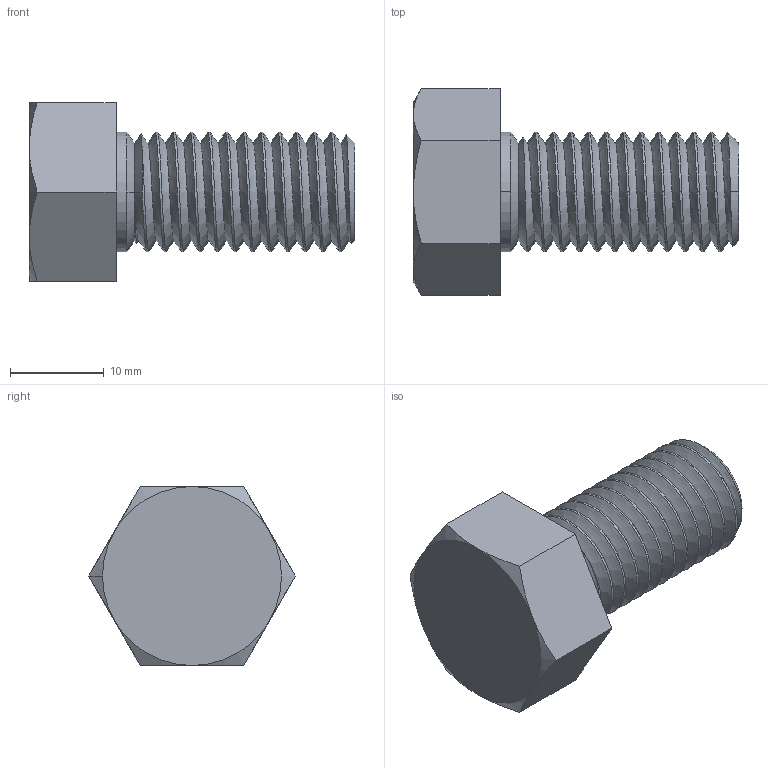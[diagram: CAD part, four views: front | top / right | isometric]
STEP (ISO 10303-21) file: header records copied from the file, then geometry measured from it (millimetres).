
FILE_DESCRIPTION (( 'STEP AP203' ), '1' );
FILE_NAME ('B006HY9FW2.3D.STEP', '2013-02-22T10:09:27', ( '' ), ( '' ), 'SwSTEP 2.0', 'SolidWorks 2010', '' );
FILE_SCHEMA (( 'CONFIG_CONTROL_DESIGN' ));
Length unit declared in the file: inch
Products named in the file (1): B006HY9FW2.3D
Bounding box: 34.65 x 22 x 19.05 mm (x, y, z)
Volume: 5632 mm3; surface area: 2686.2 mm2
Topology: 1 solids, 1 shells, 51 faces, 131 edges, 83 vertices
Faces by surface type: cylinder 26, cone 14, plane 9, bspline 2
Entity records: 5494 total; most frequent: CARTESIAN_POINT 4351, ORIENTED_EDGE 262, DIRECTION 184, EDGE_CURVE 131, VERTEX_POINT 83, AXIS2_PLACEMENT_3D 70, EDGE_LOOP 52, ADVANCED_FACE 51
